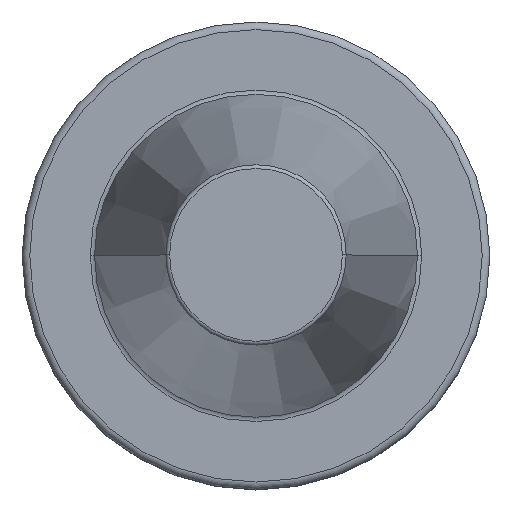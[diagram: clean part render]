
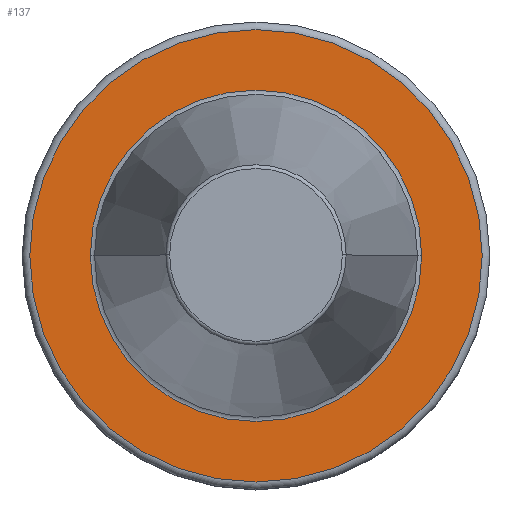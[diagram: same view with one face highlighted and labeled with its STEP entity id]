
A CAD part, top view. The second image highlights one B-rep face of the part: STEP entity #137.
In plain terms, the highlighted planar face has unit normal (0, 0, 1).
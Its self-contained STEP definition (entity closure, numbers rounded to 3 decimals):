
#65=PLANE('',#1061);
#86=FACE_BOUND('',#272,.T.);
#87=FACE_BOUND('',#273,.T.);
#137=ADVANCED_FACE('',(#86,#87),#65,.F.);
#272=EDGE_LOOP('',(#460));
#273=EDGE_LOOP('',(#461,#462));
#334=CIRCLE('',#1028,16.291);
#352=CIRCLE('',#1059,22.24);
#353=CIRCLE('',#1060,16.291);
#460=ORIENTED_EDGE('',*,*,#789,.T.);
#461=ORIENTED_EDGE('',*,*,#790,.F.);
#462=ORIENTED_EDGE('',*,*,#761,.F.);
#668=VERTEX_POINT('',#1482);
#669=VERTEX_POINT('',#1484);
#685=VERTEX_POINT('',#1541);
#761=EDGE_CURVE('',#668,#669,#334,.T.);
#789=EDGE_CURVE('',#685,#685,#352,.T.);
#790=EDGE_CURVE('',#669,#668,#353,.T.);
#1028=AXIS2_PLACEMENT_3D('',#1483,#1195,#1196);
#1059=AXIS2_PLACEMENT_3D('',#1540,#1267,#1268);
#1060=AXIS2_PLACEMENT_3D('',#1542,#1269,#1270);
#1061=AXIS2_PLACEMENT_3D('',#1543,#1271,#1272);
#1195=DIRECTION('',(0.,0.,1.));
#1196=DIRECTION('',(1.,0.,0.));
#1267=DIRECTION('',(0.,0.,1.));
#1268=DIRECTION('',(-1.,0.,0.));
#1269=DIRECTION('',(0.,0.,1.));
#1270=DIRECTION('',(1.,0.,0.));
#1271=DIRECTION('',(0.,0.,-1.));
#1272=DIRECTION('',(1.,0.,0.));
#1482=CARTESIAN_POINT('',(-16.291,0.,-2.));
#1483=CARTESIAN_POINT('',(0.,0.,-2.));
#1484=CARTESIAN_POINT('',(16.291,0.,-2.));
#1540=CARTESIAN_POINT('',(0.,0.,-2.));
#1541=CARTESIAN_POINT('',(-22.24,0.,-2.));
#1542=CARTESIAN_POINT('',(0.,0.,-2.));
#1543=CARTESIAN_POINT('',(0.,16.291,-2.));
